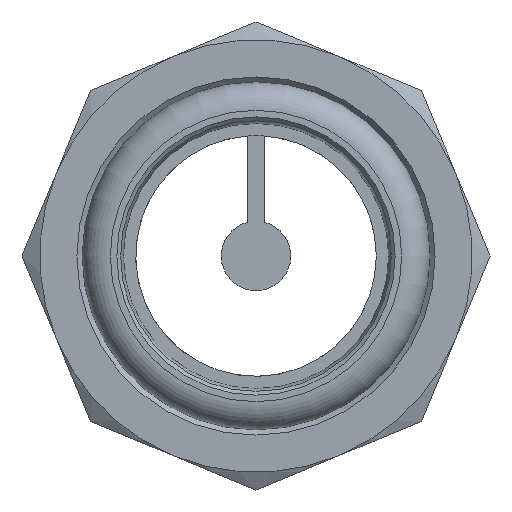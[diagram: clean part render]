
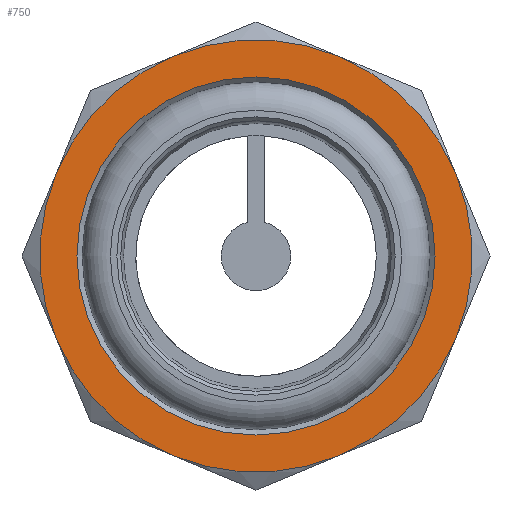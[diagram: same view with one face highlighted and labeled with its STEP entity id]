
A CAD part, left-side view. The second image highlights one B-rep face of the part: STEP entity #750.
In plain terms, the highlighted planar face has unit normal (-1, 0, 0).
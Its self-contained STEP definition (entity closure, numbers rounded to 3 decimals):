
#106=FACE_BOUND($,#265,.T.);
#135=CIRCLE($,#832,19.05);
#137=CIRCLE($,#836,23.);
#138=CIRCLE($,#837,23.);
#139=CIRCLE($,#838,23.);
#140=CIRCLE($,#839,23.);
#141=CIRCLE($,#840,23.);
#142=CIRCLE($,#841,23.);
#143=CIRCLE($,#842,23.);
#144=CIRCLE($,#843,23.);
#190=FACE_OUTER_BOUND($,#264,.T.);
#264=EDGE_LOOP($,(#550,#551,#552,#553,#554,#555,#556,#557));
#265=EDGE_LOOP($,(#558));
#357=VERTEX_POINT($,#1198);
#359=VERTEX_POINT($,#1204);
#360=VERTEX_POINT($,#1205);
#361=VERTEX_POINT($,#1207);
#362=VERTEX_POINT($,#1209);
#363=VERTEX_POINT($,#1211);
#364=VERTEX_POINT($,#1213);
#365=VERTEX_POINT($,#1215);
#366=VERTEX_POINT($,#1217);
#425=EDGE_CURVE($,#357,#357,#135,.T.);
#427=EDGE_CURVE($,#359,#360,#137,.T.);
#428=EDGE_CURVE($,#361,#359,#138,.T.);
#429=EDGE_CURVE($,#362,#361,#139,.T.);
#430=EDGE_CURVE($,#363,#362,#140,.T.);
#431=EDGE_CURVE($,#364,#363,#141,.T.);
#432=EDGE_CURVE($,#365,#364,#142,.T.);
#433=EDGE_CURVE($,#366,#365,#143,.T.);
#434=EDGE_CURVE($,#360,#366,#144,.T.);
#550=ORIENTED_EDGE($,*,*,#427,.F.);
#551=ORIENTED_EDGE($,*,*,#428,.F.);
#552=ORIENTED_EDGE($,*,*,#429,.F.);
#553=ORIENTED_EDGE($,*,*,#430,.F.);
#554=ORIENTED_EDGE($,*,*,#431,.F.);
#555=ORIENTED_EDGE($,*,*,#432,.F.);
#556=ORIENTED_EDGE($,*,*,#433,.F.);
#557=ORIENTED_EDGE($,*,*,#434,.F.);
#558=ORIENTED_EDGE($,*,*,#425,.F.);
#678=PLANE($,#835);
#750=ADVANCED_FACE($,(#190,#106),#678,.T.);
#832=AXIS2_PLACEMENT_3D($,#1199,#994,#995);
#835=AXIS2_PLACEMENT_3D($,#1203,#1000,#1001);
#836=AXIS2_PLACEMENT_3D($,#1206,#1002,#1003);
#837=AXIS2_PLACEMENT_3D($,#1208,#1004,#1005);
#838=AXIS2_PLACEMENT_3D($,#1210,#1006,#1007);
#839=AXIS2_PLACEMENT_3D($,#1212,#1008,#1009);
#840=AXIS2_PLACEMENT_3D($,#1214,#1010,#1011);
#841=AXIS2_PLACEMENT_3D($,#1216,#1012,#1013);
#842=AXIS2_PLACEMENT_3D($,#1218,#1014,#1015);
#843=AXIS2_PLACEMENT_3D($,#1219,#1016,#1017);
#994=DIRECTION('center_axis',(-1.,0.,0.));
#995=DIRECTION('ref_axis',(0.,0.,1.));
#1000=DIRECTION('center_axis',(-1.,0.,0.));
#1001=DIRECTION('ref_axis',(0.,0.,1.));
#1002=DIRECTION('center_axis',(1.,0.,0.));
#1003=DIRECTION('ref_axis',(0.,1.,0.));
#1004=DIRECTION('center_axis',(1.,0.,0.));
#1005=DIRECTION('ref_axis',(0.,1.,0.));
#1006=DIRECTION('center_axis',(1.,0.,0.));
#1007=DIRECTION('ref_axis',(0.,1.,0.));
#1008=DIRECTION('center_axis',(1.,0.,0.));
#1009=DIRECTION('ref_axis',(0.,1.,0.));
#1010=DIRECTION('center_axis',(1.,0.,0.));
#1011=DIRECTION('ref_axis',(0.,1.,0.));
#1012=DIRECTION('center_axis',(1.,0.,0.));
#1013=DIRECTION('ref_axis',(0.,1.,0.));
#1014=DIRECTION('center_axis',(1.,0.,0.));
#1015=DIRECTION('ref_axis',(0.,1.,0.));
#1016=DIRECTION('center_axis',(1.,0.,0.));
#1017=DIRECTION('ref_axis',(0.,1.,0.));
#1198=CARTESIAN_POINT('',(0.,0.,
-19.05));
#1199=CARTESIAN_POINT('Origin',(0.,0.,
0.));
#1203=CARTESIAN_POINT('Origin',(0.,11.5,0.));
#1204=CARTESIAN_POINT('',(0.,21.249,8.802));
#1205=CARTESIAN_POINT('',(0.,8.802,21.249));
#1206=CARTESIAN_POINT('Origin',(0.,0.,
0.));
#1207=CARTESIAN_POINT('',(0.,21.249,-8.802));
#1208=CARTESIAN_POINT('Origin',(0.,0.,
0.));
#1209=CARTESIAN_POINT('',(0.,8.802,-21.249));
#1210=CARTESIAN_POINT('Origin',(0.,0.,
0.));
#1211=CARTESIAN_POINT('',(0.,-8.802,-21.249));
#1212=CARTESIAN_POINT('Origin',(0.,0.,
0.));
#1213=CARTESIAN_POINT('',(0.,-21.249,-8.802));
#1214=CARTESIAN_POINT('Origin',(0.,0.,
0.));
#1215=CARTESIAN_POINT('',(0.,-21.249,8.802));
#1216=CARTESIAN_POINT('Origin',(0.,0.,
0.));
#1217=CARTESIAN_POINT('',(0.,-8.802,21.249));
#1218=CARTESIAN_POINT('Origin',(0.,0.,
0.));
#1219=CARTESIAN_POINT('Origin',(0.,0.,
0.));
